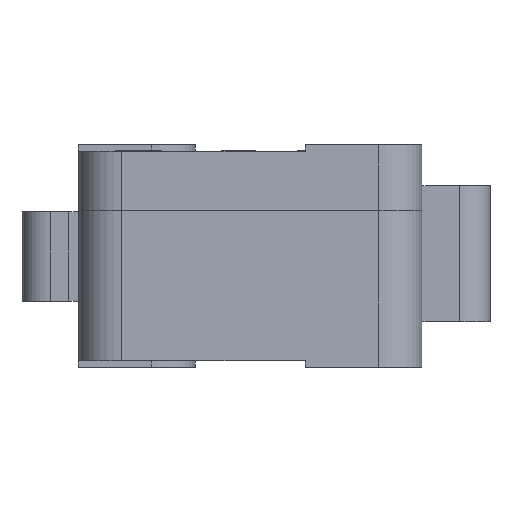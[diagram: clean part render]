
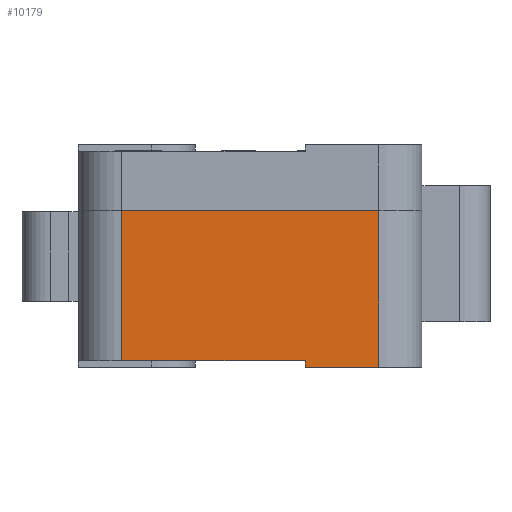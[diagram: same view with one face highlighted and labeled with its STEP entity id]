
A CAD part, left-side view. The second image highlights one B-rep face of the part: STEP entity #10179.
In plain terms, the highlighted planar face has unit normal (-1, 0, 0).
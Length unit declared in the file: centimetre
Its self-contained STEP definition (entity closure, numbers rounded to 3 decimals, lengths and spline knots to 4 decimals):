
#1051=FACE_OUTER_BOUND('',#1643,.T.);
#1643=EDGE_LOOP('',(#9245,#9246,#9247,#9248,#9249,#9250));
#2439=LINE('',#16605,#3557);
#2741=LINE('',#18420,#3859);
#2745=LINE('',#18430,#3863);
#2748=LINE('',#18440,#3866);
#2751=LINE('',#18446,#3869);
#2764=LINE('',#18478,#3882);
#3557=VECTOR('',#11958,1.);
#3859=VECTOR('',#12632,1.);
#3863=VECTOR('',#12640,1.);
#3866=VECTOR('',#12653,1.);
#3869=VECTOR('',#12662,1.);
#3882=VECTOR('',#12703,1.);
#4705=VERTEX_POINT('',#16593);
#4708=VERTEX_POINT('',#16604);
#4890=VERTEX_POINT('',#18416);
#4891=VERTEX_POINT('',#18418);
#4895=VERTEX_POINT('',#18429);
#4897=VERTEX_POINT('',#18438);
#5932=EDGE_CURVE('',#4708,#4705,#2439,.T.);
#6328=EDGE_CURVE('',#4890,#4891,#2741,.T.);
#6333=EDGE_CURVE('',#4895,#4890,#2745,.T.);
#6338=EDGE_CURVE('',#4897,#4891,#2748,.T.);
#6341=EDGE_CURVE('',#4895,#4705,#2751,.T.);
#6356=EDGE_CURVE('',#4897,#4708,#2764,.T.);
#9245=ORIENTED_EDGE('',*,*,#5932,.T.);
#9246=ORIENTED_EDGE('',*,*,#6341,.F.);
#9247=ORIENTED_EDGE('',*,*,#6333,.T.);
#9248=ORIENTED_EDGE('',*,*,#6328,.T.);
#9249=ORIENTED_EDGE('',*,*,#6338,.F.);
#9250=ORIENTED_EDGE('',*,*,#6356,.T.);
#9639=PLANE('',#10658);
#10179=ADVANCED_FACE('',(#1051),#9639,.T.);
#10658=AXIS2_PLACEMENT_3D('',#18477,#12701,#12702);
#11958=DIRECTION('',(0.,1.,0.));
#12632=DIRECTION('',(0.,0.,-1.));
#12640=DIRECTION('',(0.,-1.,0.));
#12653=DIRECTION('',(0.,1.,0.));
#12662=DIRECTION('',(0.,0.,1.));
#12701=DIRECTION('center_axis',(-1.,0.,0.));
#12702=DIRECTION('ref_axis',(0.,0.,1.));
#12703=DIRECTION('',(0.,0.,1.));
#16593=CARTESIAN_POINT('',(-2.89,0.6425,0.725));
#16604=CARTESIAN_POINT('',(-2.89,-0.5475,0.725));
#16605=CARTESIAN_POINT('',(-2.89,0.1476,0.725));
#18416=CARTESIAN_POINT('',(-2.89,-0.2075,0.03));
#18418=CARTESIAN_POINT('',(-2.89,-0.2075,0.));
#18420=CARTESIAN_POINT('',(-2.89,-0.2075,0.));
#18429=CARTESIAN_POINT('',(-2.89,0.6425,0.03));
#18430=CARTESIAN_POINT('',(-2.89,-0.2457,0.03));
#18438=CARTESIAN_POINT('',(-2.89,-0.5475,0.));
#18440=CARTESIAN_POINT('',(-2.89,-0.5475,0.));
#18446=CARTESIAN_POINT('',(-2.89,0.6425,0.));
#18477=CARTESIAN_POINT('Origin',(-2.89,-0.5475,0.));
#18478=CARTESIAN_POINT('',(-2.89,-0.5475,0.));
